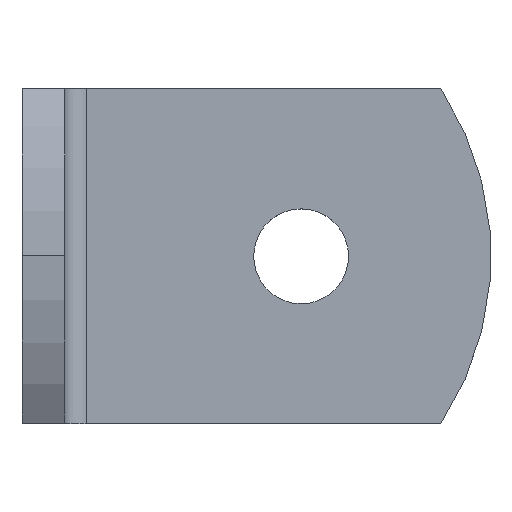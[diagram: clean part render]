
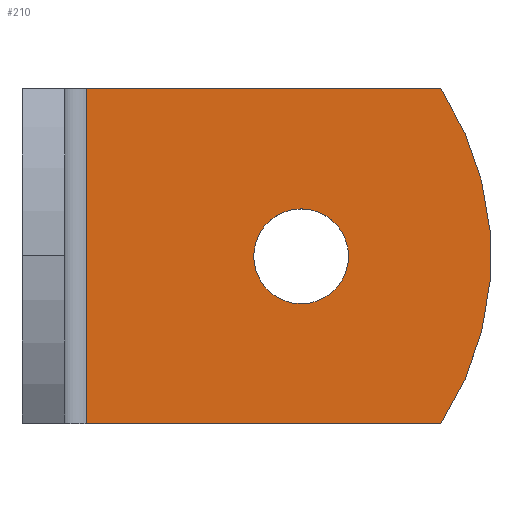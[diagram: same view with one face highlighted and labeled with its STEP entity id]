
A CAD part, top view. The second image highlights one B-rep face of the part: STEP entity #210.
In plain terms, the highlighted planar face has unit normal (0, 0, 1).
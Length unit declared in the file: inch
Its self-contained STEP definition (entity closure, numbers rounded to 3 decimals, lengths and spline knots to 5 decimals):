
#6 = VERTEX_POINT ( 'NONE', #493 ) ;
#9 = DIRECTION ( 'NONE',  ( 0., 0., -1. ) ) ;
#11 = CARTESIAN_POINT ( 'NONE',  ( 0.30729, 0., 0.08 ) ) ;
#15 = CARTESIAN_POINT ( 'NONE',  ( 0.52067, 0., 0.08 ) ) ;
#18 = LINE ( 'NONE', #98, #205 ) ;
#20 = ORIENTED_EDGE ( 'NONE', *, *, #498, .T. ) ;
#25 = CARTESIAN_POINT ( 'NONE',  ( 0.60917, 0., 0.08 ) ) ;
#34 = CIRCLE ( 'NONE', #438, 0.0885 ) ;
#40 = EDGE_LOOP ( 'NONE', ( #265, #155 ) ) ;
#42 = EDGE_LOOP ( 'NONE', ( #248, #77, #310, #20 ) ) ;
#61 = CARTESIAN_POINT ( 'NONE',  ( 0.12, -0.3125, 0.08 ) ) ;
#68 = CARTESIAN_POINT ( 'NONE',  ( 0.12, -0.3125, 0.08 ) ) ;
#69 = EDGE_CURVE ( 'NONE', #183, #6, #18, .T. ) ;
#73 = VECTOR ( 'NONE', #157, 39.37008 ) ;
#77 = ORIENTED_EDGE ( 'NONE', *, *, #69, .F. ) ;
#83 = EDGE_CURVE ( 'NONE', #563, #88, #338, .T. ) ;
#88 = VERTEX_POINT ( 'NONE', #100 ) ;
#94 = VECTOR ( 'NONE', #268, 39.37008 ) ;
#97 = CARTESIAN_POINT ( 'NONE',  ( 0.12, 0.3125, 0.08 ) ) ;
#98 = CARTESIAN_POINT ( 'NONE',  ( 0.12, 0.3125, 0.08 ) ) ;
#100 = CARTESIAN_POINT ( 'NONE',  ( 0.43217, 0., 0.08 ) ) ;
#116 = DIRECTION ( 'NONE',  ( -1., 0., 0. ) ) ;
#117 = AXIS2_PLACEMENT_3D ( 'NONE', #11, #9, #302 ) ;
#155 = ORIENTED_EDGE ( 'NONE', *, *, #83, .F. ) ;
#157 = DIRECTION ( 'NONE',  ( 1., 0., 0. ) ) ;
#158 = EDGE_CURVE ( 'NONE', #183, #292, #214, .T. ) ;
#183 = VERTEX_POINT ( 'NONE', #329 ) ;
#195 = CIRCLE ( 'NONE', #117, 0.56771 ) ;
#205 = VECTOR ( 'NONE', #236, 39.37008 ) ;
#210 = ADVANCED_FACE ( 'NONE', ( #519, #401 ), #374, .F. ) ;
#214 = LINE ( 'NONE', #97, #94 ) ;
#232 = DIRECTION ( 'NONE',  ( 0., 0., 1. ) ) ;
#236 = DIRECTION ( 'NONE',  ( 1., 0., 0. ) ) ;
#241 = AXIS2_PLACEMENT_3D ( 'NONE', #544, #232, #368 ) ;
#243 = DIRECTION ( 'NONE',  ( 0., 0., -1. ) ) ;
#245 = CARTESIAN_POINT ( 'NONE',  ( 0.12, 0.3125, 0.08 ) ) ;
#248 = ORIENTED_EDGE ( 'NONE', *, *, #343, .F. ) ;
#265 = ORIENTED_EDGE ( 'NONE', *, *, #394, .F. ) ;
#268 = DIRECTION ( 'NONE',  ( 0., -1., 0. ) ) ;
#292 = VERTEX_POINT ( 'NONE', #61 ) ;
#302 = DIRECTION ( 'NONE',  ( -1., 0., 0. ) ) ;
#310 = ORIENTED_EDGE ( 'NONE', *, *, #158, .T. ) ;
#316 = LINE ( 'NONE', #68, #73 ) ;
#326 = DIRECTION ( 'NONE',  ( 0., 0., 1. ) ) ;
#329 = CARTESIAN_POINT ( 'NONE',  ( 0.12, 0.3125, 0.08 ) ) ;
#338 = CIRCLE ( 'NONE', #241, 0.0885 ) ;
#343 = EDGE_CURVE ( 'NONE', #6, #561, #195, .T. ) ;
#368 = DIRECTION ( 'NONE',  ( -1., 0., 0. ) ) ;
#374 = PLANE ( 'NONE',  #395 ) ;
#394 = EDGE_CURVE ( 'NONE', #88, #563, #34, .T. ) ;
#395 = AXIS2_PLACEMENT_3D ( 'NONE', #245, #243, #116 ) ;
#401 = FACE_OUTER_BOUND ( 'NONE', #42, .T. ) ;
#438 = AXIS2_PLACEMENT_3D ( 'NONE', #15, #326, #506 ) ;
#493 = CARTESIAN_POINT ( 'NONE',  ( 0.78125, 0.3125, 0.08 ) ) ;
#498 = EDGE_CURVE ( 'NONE', #292, #561, #316, .T. ) ;
#505 = CARTESIAN_POINT ( 'NONE',  ( 0.78125, -0.3125, 0.08 ) ) ;
#506 = DIRECTION ( 'NONE',  ( -1., 0., 0. ) ) ;
#519 = FACE_BOUND ( 'NONE', #40, .T. ) ;
#544 = CARTESIAN_POINT ( 'NONE',  ( 0.52067, 0., 0.08 ) ) ;
#561 = VERTEX_POINT ( 'NONE', #505 ) ;
#563 = VERTEX_POINT ( 'NONE', #25 ) ;
